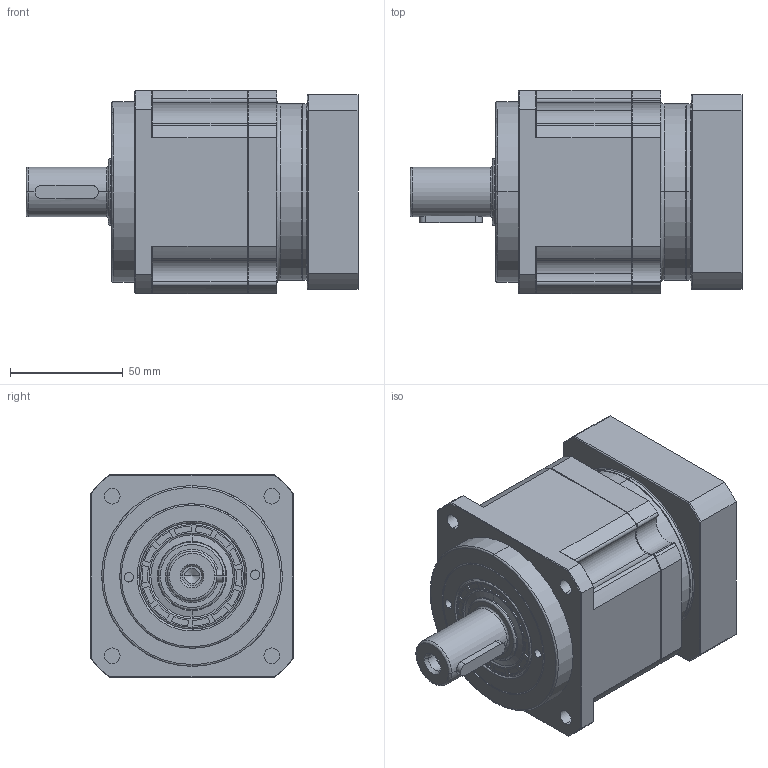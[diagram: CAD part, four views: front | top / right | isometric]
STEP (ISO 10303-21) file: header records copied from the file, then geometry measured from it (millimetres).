
FILE_DESCRIPTION (( 'STEP AP203' ), '1' );
FILE_NAME ('FAB090D-L1-19-80-100-M6-42.STEP', '2021-05-04T00:46:46', ( '微软用户' ), ( '微软中国' ), 'SwSTEP 2.0', 'SolidWorks 2016', '' );
FILE_SCHEMA (( 'CONFIG_CONTROL_DESIGN' ));
Length unit declared in the file: millimetre
Products named in the file (12): A倰す瑩 6-28; hex socket set screws with cone point gb_GB_FASTENER_SCREWS_HSCP M12X12-N; 隅弇覃淕杶FAB090D; M5-12樓粟菜; 输入轴锁紧环 23-52-14; 输入法兰FAB090D-80x24.5xM6; 输入轴FAB090D-19; FAB090D-L1-19-80-100-M6-42; 蚐猾30476; 输入端壳体FAB090D; 输出内齿圈壳体FAB090D; 怀堤俴陎殤FAB090D-22
Assembly tree (20 placements, depth 2):
  FAB090D-L1-19-80-100-M6-42
    蚐猾30476
    输入端壳体FAB090D
    输出内齿圈壳体FAB090D
    怀堤俴陎殤FAB090D-22
    A倰す瑩 6-28
    隅弇覃淕杶FAB090D
    输入轴锁紧环 23-52-14
    输入轴FAB090D-19
    hex socket set screws with cone point gb_GB_FASTENER_SCREWS_HSCP M12X12-N
    M5-12樓粟菜  x10
    输入法兰FAB090D-80x24.5xM6
Bounding box: 147 x 90 x 90 mm (x, y, z)
Volume: 676505.9 mm3; surface area: 132067.7 mm2
Topology: 10 solids, 31 shells, 907 faces, 2185 edges, 1369 vertices
Faces by surface type: cylinder 369, plane 304, cone 156, bspline 62, torus 16
Entity records: 23918 total; most frequent: CARTESIAN_POINT 7081, DIRECTION 3342, ORIENTED_EDGE 3111, EDGE_CURVE 1559, AXIS2_PLACEMENT_3D 1343, VERTEX_POINT 988, EDGE_LOOP 756, CIRCLE 708
